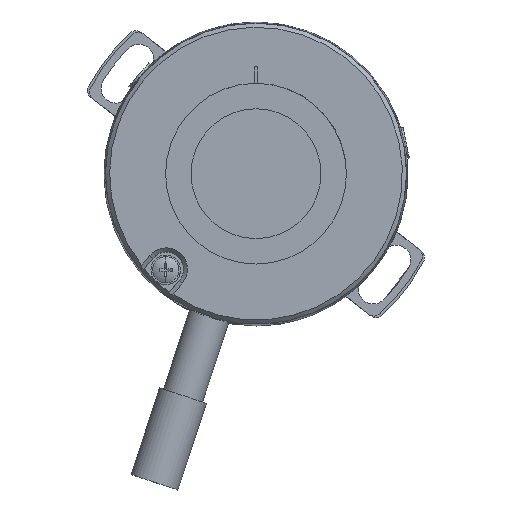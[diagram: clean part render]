
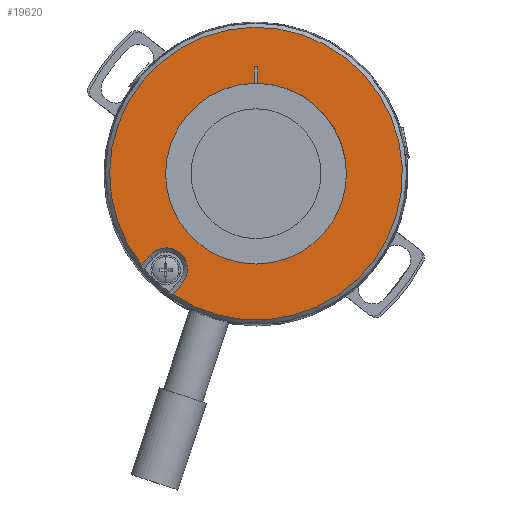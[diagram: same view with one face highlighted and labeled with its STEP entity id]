
A CAD part, top view. The second image highlights one B-rep face of the part: STEP entity #19620.
In plain terms, the highlighted planar face has unit normal (0, 0, 1).
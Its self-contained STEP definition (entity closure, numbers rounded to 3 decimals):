
#16620=CARTESIAN_POINT('',(456.852,71.697,
14.513));
#16630=DIRECTION('',(0.,0.,1.));
#16640=DIRECTION('',(1.,0.,0.));
#16650=AXIS2_PLACEMENT_3D('',#16620,#16630,#16640);
#16660=CIRCLE('',#16650,13.);
#16670=CARTESIAN_POINT('',(457.052,84.695,
14.513));
#16680=VERTEX_POINT('',#16670);
#16690=CARTESIAN_POINT('',(456.652,84.695,
14.513));
#16700=VERTEX_POINT('',#16690);
#16710=EDGE_CURVE('',#16680,#16700,#16660,.T.);
#17100=CARTESIAN_POINT('',(457.052,82.695,
14.513));
#17110=VERTEX_POINT('',#17100);
#17210=CARTESIAN_POINT('',(457.052,63.748,
14.513));
#17220=DIRECTION('',(0.,1.,0.));
#17230=VECTOR('',#17220,1.);
#17240=LINE('',#17210,#17230);
#17250=EDGE_CURVE('',#17110,#16680,#17240,.T.);
#18350=CARTESIAN_POINT('',(445.852,71.697,
14.513));
#18360=VERTEX_POINT('',#18350);
#18390=CARTESIAN_POINT('',(456.852,71.697,
14.513));
#18400=DIRECTION('',(0.,0.,1.));
#18410=DIRECTION('',(1.,0.,0.));
#18420=AXIS2_PLACEMENT_3D('',#18390,#18400,#18410);
#18430=CIRCLE('',#18420,11.);
#18440=CARTESIAN_POINT('',(456.652,82.695,
14.513));
#18450=VERTEX_POINT('',#18440);
#18460=EDGE_CURVE('',#18450,#18360,#18430,.T.);
#18640=CARTESIAN_POINT('',(467.852,71.697,
14.513));
#18650=VERTEX_POINT('',#18640);
#18660=EDGE_CURVE('',#18650,#17110,#18430,.T.);
#18830=CARTESIAN_POINT('',(456.652,63.883,
14.513));
#18840=DIRECTION('',(0.,-1.,0.));
#18850=VECTOR('',#18840,1.);
#18860=LINE('',#18830,#18850);
#18870=EDGE_CURVE('',#16700,#18450,#18860,.T.);
#19120=CARTESIAN_POINT('',(457.353,75.982,
14.513));
#19130=DIRECTION('',(-0.,0.,1.));
#19140=DIRECTION('',(0.5,-0.866,0.));
#19150=AXIS2_PLACEMENT_3D('',#19120,#19130,#19140);
#19160=PLANE('',#19150);
#19170=CARTESIAN_POINT('',(453.446,64.961,
14.513));
#19180=DIRECTION('',(-0.645,-0.764,0.));
#19190=VECTOR('',#19180,1.);
#19200=LINE('',#19170,#19190);
#19210=CARTESIAN_POINT('',(447.907,58.393,
14.513));
#19220=VERTEX_POINT('',#19210);
#19230=CARTESIAN_POINT('',(446.748,57.018,
14.513));
#19240=VERTEX_POINT('',#19230);
#19250=EDGE_CURVE('',#19220,#19240,#19200,.T.);
#19260=ORIENTED_EDGE('',*,*,#19250,.T.);
#19270=CARTESIAN_POINT('',(445.919,60.069,
14.513));
#19280=DIRECTION('',(0.,0.,-1.));
#19290=DIRECTION('',(0.457,-0.889,0.));
#19300=AXIS2_PLACEMENT_3D('',#19270,#19280,#19290);
#19310=CIRCLE('',#19300,2.6);
#19320=CARTESIAN_POINT('',(443.932,61.745,
14.513));
#19330=VERTEX_POINT('',#19320);
#19340=EDGE_CURVE('',#19330,#19220,#19310,.T.);
#19350=ORIENTED_EDGE('',*,*,#19340,.T.);
#19360=CARTESIAN_POINT('',(448.147,66.743,
14.513));
#19370=DIRECTION('',(0.645,0.764,0.));
#19380=VECTOR('',#19370,1.);
#19390=LINE('',#19360,#19380);
#19400=CARTESIAN_POINT('',(442.936,60.564,
14.513));
#19410=VERTEX_POINT('',#19400);
#19420=EDGE_CURVE('',#19410,#19330,#19390,.T.);
#19430=ORIENTED_EDGE('',*,*,#19420,.T.);
#19440=CARTESIAN_POINT('',(456.852,71.697,
14.513));
#19450=DIRECTION('',(0.,0.,-1.));
#19460=DIRECTION('',(-0.948,0.319,0.));
#19470=AXIS2_PLACEMENT_3D('',#19440,#19450,#19460);
#19480=CIRCLE('',#19470,17.82);
#19490=EDGE_CURVE('',#19410,#19240,#19480,.T.);
#19500=ORIENTED_EDGE('',*,*,#19490,.F.);
#19510=EDGE_LOOP('',(#19500,#19430,#19350,#19260));
#19520=FACE_OUTER_BOUND('',#19510,.T.);
#19530=ORIENTED_EDGE('',*,*,#17250,.F.);
#19540=ORIENTED_EDGE('',*,*,#16710,.F.);
#19550=ORIENTED_EDGE('',*,*,#18870,.F.);
#19560=ORIENTED_EDGE('',*,*,#18460,.F.);
#19570=EDGE_CURVE('',#18360,#18650,#18430,.T.);
#19580=ORIENTED_EDGE('',*,*,#19570,.F.);
#19590=ORIENTED_EDGE('',*,*,#18660,.F.);
#19600=EDGE_LOOP('',(#19590,#19580,#19560,#19550,#19540,#19530));
#19610=FACE_BOUND('',#19600,.T.);
#19620=ADVANCED_FACE('',(#19520,#19610),#19160,.T.);
